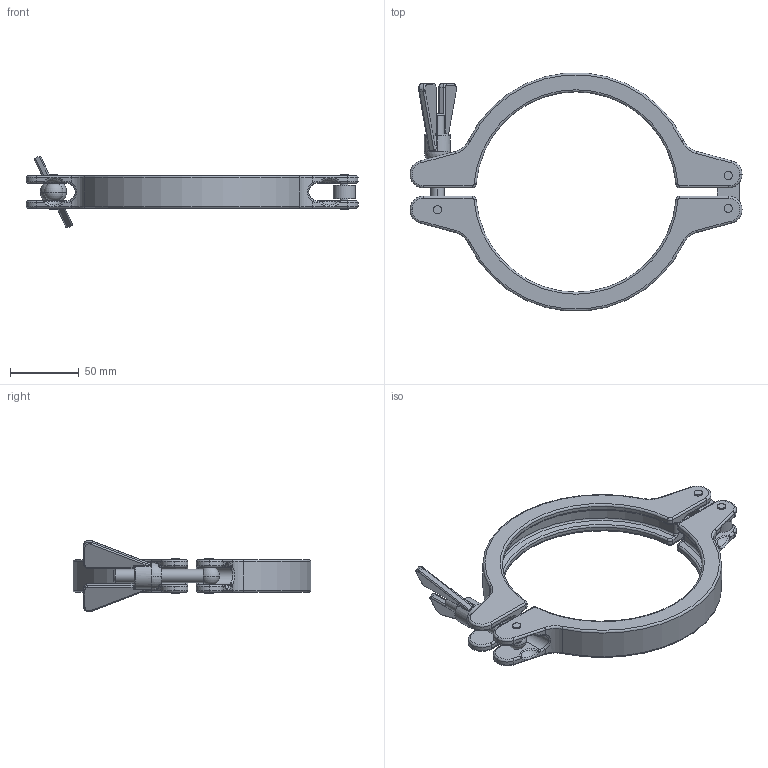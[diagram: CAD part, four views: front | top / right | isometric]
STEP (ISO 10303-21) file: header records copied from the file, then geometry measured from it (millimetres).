
FILE_DESCRIPTION (( 'STEP AP214' ), '1' );
FILE_NAME ('CL.SH.0550 BLOCK.STEP', '2021-01-18T09:57:52', ( '' ), ( '' ), 'SwSTEP 2.0', 'SolidWorks 2020', '' );
FILE_SCHEMA (( 'AUTOMOTIVE_DESIGN' ));
Length unit declared in the file: millimetre
Products named in the file (1): CL.SH.0550 BLOCK
Bounding box: 242 x 173.35 x 52.2 mm (x, y, z)
Volume: 185286.9 mm3; surface area: 63881 mm2
Topology: 1 solids, 1 shells, 388 faces, 904 edges, 516 vertices
Faces by surface type: cylinder 139, torus 98, bspline 62, plane 55, sphere 28, cone 6
Entity records: 15113 total; most frequent: CARTESIAN_POINT 5137, DIRECTION 1919, ORIENTED_EDGE 1774, EDGE_CURVE 887, AXIS2_PLACEMENT_3D 839, VERTEX_POINT 515, CIRCLE 512, EDGE_LOOP 408
